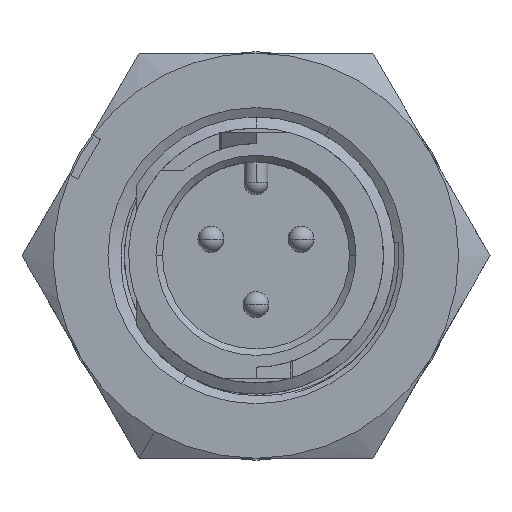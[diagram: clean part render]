
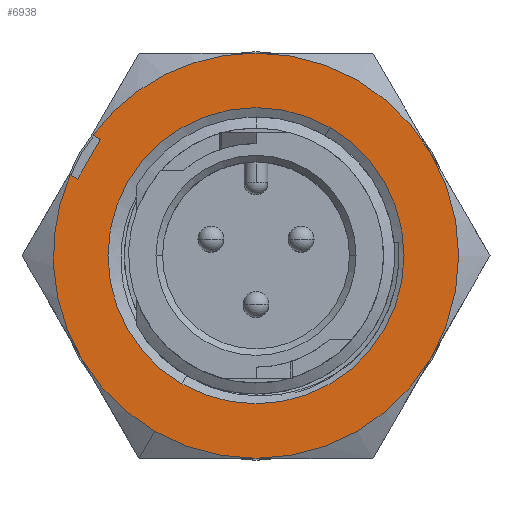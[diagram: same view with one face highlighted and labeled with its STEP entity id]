
A CAD part, top view. The second image highlights one B-rep face of the part: STEP entity #6938.
In plain terms, the highlighted planar face has unit normal (0, 0, 1).
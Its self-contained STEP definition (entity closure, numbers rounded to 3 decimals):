
#122 = DIRECTION ( 'NONE',  ( 0.866, -0.5, 0. ) ) ;
#274 = CARTESIAN_POINT ( 'NONE',  ( 2.877, 4.982, 10.236 ) ) ;
#413 = EDGE_CURVE ( 'NONE', #10686, #13539, #8932, .T. ) ;
#527 = DIRECTION ( 'NONE',  ( -0.5, -0.866, 0. ) ) ;
#592 = DIRECTION ( 'NONE',  ( -0.866, 0.5, 0. ) ) ;
#834 = CARTESIAN_POINT ( 'NONE',  ( 13.638, -7.874, 10.236 ) ) ;
#846 = CIRCLE ( 'NONE', #4354, 5.753 ) ;
#892 = ORIENTED_EDGE ( 'NONE', *, *, #2423, .F. ) ;
#921 = EDGE_CURVE ( 'NONE', #11781, #11079, #1064, .T. ) ;
#1064 = CIRCLE ( 'NONE', #2799, 7.874 ) ;
#1130 = DIRECTION ( 'NONE',  ( 0., 0., -1. ) ) ;
#1138 = VERTEX_POINT ( 'NONE', #11518 ) ;
#1154 = ORIENTED_EDGE ( 'NONE', *, *, #3510, .F. ) ;
#1243 = CIRCLE ( 'NONE', #12372, 7.874 ) ;
#1332 = EDGE_CURVE ( 'NONE', #10491, #10686, #1941, .T. ) ;
#1415 = DIRECTION ( 'NONE',  ( 0., 0., -1. ) ) ;
#1616 = CARTESIAN_POINT ( 'NONE',  ( 0., 0., 10.236 ) ) ;
#1684 = EDGE_CURVE ( 'NONE', #5892, #12441, #846, .T. ) ;
#1699 = DIRECTION ( 'NONE',  ( 0., 0., -1. ) ) ;
#1865 = PLANE ( 'NONE',  #2970 ) ;
#1941 = CIRCLE ( 'NONE', #5443, 7.874 ) ;
#2145 = CARTESIAN_POINT ( 'NONE',  ( 0., 0., 10.236 ) ) ;
#2295 = CARTESIAN_POINT ( 'NONE',  ( 0., 0., 10.236 ) ) ;
#2311 = DIRECTION ( 'NONE',  ( 0., 0., -1. ) ) ;
#2312 = CARTESIAN_POINT ( 'NONE',  ( -8.185, 3.699, 10.236 ) ) ;
#2335 = ORIENTED_EDGE ( 'NONE', *, *, #413, .F. ) ;
#2338 = EDGE_CURVE ( 'NONE', #1138, #12899, #12655, .T. ) ;
#2384 = CARTESIAN_POINT ( 'NONE',  ( 0., 7.874, 10.236 ) ) ;
#2423 = EDGE_CURVE ( 'NONE', #5608, #2971, #10017, .T. ) ;
#2424 = CARTESIAN_POINT ( 'NONE',  ( -3.937, -6.819, 10.236 ) ) ;
#2575 = ORIENTED_EDGE ( 'NONE', *, *, #6418, .F. ) ;
#2799 = AXIS2_PLACEMENT_3D ( 'NONE', #2145, #8378, #7609 ) ;
#2898 = CARTESIAN_POINT ( 'NONE',  ( -2.877, -4.982, 10.236 ) ) ;
#2970 = AXIS2_PLACEMENT_3D ( 'NONE', #834, #1415, #5972 ) ;
#2971 = VERTEX_POINT ( 'NONE', #5400 ) ;
#3145 = ORIENTED_EDGE ( 'NONE', *, *, #1332, .F. ) ;
#3510 = EDGE_CURVE ( 'NONE', #11079, #1138, #12591, .T. ) ;
#3706 = EDGE_LOOP ( 'NONE', ( #11493, #11181 ) ) ;
#3806 = CARTESIAN_POINT ( 'NONE',  ( 6.819, 3.937, 10.236 ) ) ;
#3881 = CARTESIAN_POINT ( 'NONE',  ( 0., 0., 10.236 ) ) ;
#4026 = VECTOR ( 'NONE', #5473, 1000. ) ;
#4321 = VERTEX_POINT ( 'NONE', #6964 ) ;
#4354 = AXIS2_PLACEMENT_3D ( 'NONE', #7845, #1699, #13068 ) ;
#4494 = VECTOR ( 'NONE', #592, 1000. ) ;
#5013 = FACE_BOUND ( 'NONE', #3706, .T. ) ;
#5400 = CARTESIAN_POINT ( 'NONE',  ( -6.331, 4.682, 10.236 ) ) ;
#5443 = AXIS2_PLACEMENT_3D ( 'NONE', #12973, #8661, #11790 ) ;
#5473 = DIRECTION ( 'NONE',  ( 0.5, 0.866, 0. ) ) ;
#5608 = VERTEX_POINT ( 'NONE', #12597 ) ;
#5656 = CARTESIAN_POINT ( 'NONE',  ( -7.296, 5.239, 10.236 ) ) ;
#5840 = FACE_OUTER_BOUND ( 'NONE', #8412, .T. ) ;
#5892 = VERTEX_POINT ( 'NONE', #274 ) ;
#5958 = ORIENTED_EDGE ( 'NONE', *, *, #6620, .F. ) ;
#5972 = DIRECTION ( 'NONE',  ( 0., -1., 0. ) ) ;
#5986 = CARTESIAN_POINT ( 'NONE',  ( 0., 0., 10.236 ) ) ;
#6418 = EDGE_CURVE ( 'NONE', #13539, #4321, #6476, .T. ) ;
#6473 = DIRECTION ( 'NONE',  ( -0.5, -0.866, 0. ) ) ;
#6476 = CIRCLE ( 'NONE', #11720, 7.874 ) ;
#6620 = EDGE_CURVE ( 'NONE', #4321, #11781, #1243, .T. ) ;
#6882 = AXIS2_PLACEMENT_3D ( 'NONE', #9817, #9879, #12916 ) ;
#6938 = ADVANCED_FACE ( 'NONE', ( #5013, #5840 ), #1865, .F. ) ;
#6964 = CARTESIAN_POINT ( 'NONE',  ( 0., -7.874, 10.236 ) ) ;
#6998 = DIRECTION ( 'NONE',  ( -0.5, -0.866, 0. ) ) ;
#7233 = LINE ( 'NONE', #12675, #4026 ) ;
#7496 = CARTESIAN_POINT ( 'NONE',  ( 0., 0., 10.236 ) ) ;
#7609 = DIRECTION ( 'NONE',  ( -0.5, -0.866, 0. ) ) ;
#7845 = CARTESIAN_POINT ( 'NONE',  ( 0., 0., 10.236 ) ) ;
#8043 = DIRECTION ( 'NONE',  ( -0.5, -0.866, 0. ) ) ;
#8133 = CIRCLE ( 'NONE', #10098, 5.753 ) ;
#8378 = DIRECTION ( 'NONE',  ( 0., 0., -1. ) ) ;
#8412 = EDGE_LOOP ( 'NONE', ( #9597, #892, #8651, #11983, #1154, #11473, #5958, #2575, #2335, #3145 ) ) ;
#8651 = ORIENTED_EDGE ( 'NONE', *, *, #9185, .F. ) ;
#8661 = DIRECTION ( 'NONE',  ( 0., 0., -1. ) ) ;
#8932 = CIRCLE ( 'NONE', #12880, 7.874 ) ;
#9185 = EDGE_CURVE ( 'NONE', #12899, #5608, #7233, .T. ) ;
#9597 = ORIENTED_EDGE ( 'NONE', *, *, #13154, .F. ) ;
#9817 = CARTESIAN_POINT ( 'NONE',  ( 0., 0., 10.236 ) ) ;
#9879 = DIRECTION ( 'NONE',  ( 0., 0., -1. ) ) ;
#9932 = CARTESIAN_POINT ( 'NONE',  ( 6.819, -3.937, 10.236 ) ) ;
#10017 = LINE ( 'NONE', #5656, #4494 ) ;
#10098 = AXIS2_PLACEMENT_3D ( 'NONE', #2295, #1130, #10625 ) ;
#10308 = AXIS2_PLACEMENT_3D ( 'NONE', #1616, #12009, #527 ) ;
#10491 = VERTEX_POINT ( 'NONE', #2384 ) ;
#10625 = DIRECTION ( 'NONE',  ( -0.5, -0.866, 0. ) ) ;
#10686 = VERTEX_POINT ( 'NONE', #3806 ) ;
#11052 = DIRECTION ( 'NONE',  ( 0., 0., -1. ) ) ;
#11079 = VERTEX_POINT ( 'NONE', #11770 ) ;
#11181 = ORIENTED_EDGE ( 'NONE', *, *, #12720, .T. ) ;
#11473 = ORIENTED_EDGE ( 'NONE', *, *, #921, .F. ) ;
#11493 = ORIENTED_EDGE ( 'NONE', *, *, #1684, .T. ) ;
#11518 = CARTESIAN_POINT ( 'NONE',  ( -7.22, 3.142, 10.236 ) ) ;
#11720 = AXIS2_PLACEMENT_3D ( 'NONE', #7496, #2311, #6473 ) ;
#11770 = CARTESIAN_POINT ( 'NONE',  ( -6.819, -3.937, 10.236 ) ) ;
#11781 = VERTEX_POINT ( 'NONE', #2424 ) ;
#11790 = DIRECTION ( 'NONE',  ( -0.5, -0.866, 0. ) ) ;
#11983 = ORIENTED_EDGE ( 'NONE', *, *, #2338, .F. ) ;
#12009 = DIRECTION ( 'NONE',  ( 0., 0., -1. ) ) ;
#12068 = CIRCLE ( 'NONE', #10308, 7.874 ) ;
#12372 = AXIS2_PLACEMENT_3D ( 'NONE', #5986, #13249, #6998 ) ;
#12441 = VERTEX_POINT ( 'NONE', #2898 ) ;
#12572 = VECTOR ( 'NONE', #122, 1000. ) ;
#12591 = CIRCLE ( 'NONE', #6882, 7.874 ) ;
#12597 = CARTESIAN_POINT ( 'NONE',  ( -6.045, 4.516, 10.236 ) ) ;
#12655 = LINE ( 'NONE', #2312, #12572 ) ;
#12675 = CARTESIAN_POINT ( 'NONE',  ( -6.934, 2.977, 10.236 ) ) ;
#12720 = EDGE_CURVE ( 'NONE', #12441, #5892, #8133, .T. ) ;
#12880 = AXIS2_PLACEMENT_3D ( 'NONE', #3881, #11052, #8043 ) ;
#12899 = VERTEX_POINT ( 'NONE', #12906 ) ;
#12906 = CARTESIAN_POINT ( 'NONE',  ( -6.934, 2.977, 10.236 ) ) ;
#12916 = DIRECTION ( 'NONE',  ( -0.5, -0.866, 0. ) ) ;
#12973 = CARTESIAN_POINT ( 'NONE',  ( 0., 0., 10.236 ) ) ;
#13068 = DIRECTION ( 'NONE',  ( -0.5, -0.866, 0. ) ) ;
#13154 = EDGE_CURVE ( 'NONE', #2971, #10491, #12068, .T. ) ;
#13249 = DIRECTION ( 'NONE',  ( 0., 0., -1. ) ) ;
#13539 = VERTEX_POINT ( 'NONE', #9932 ) ;
